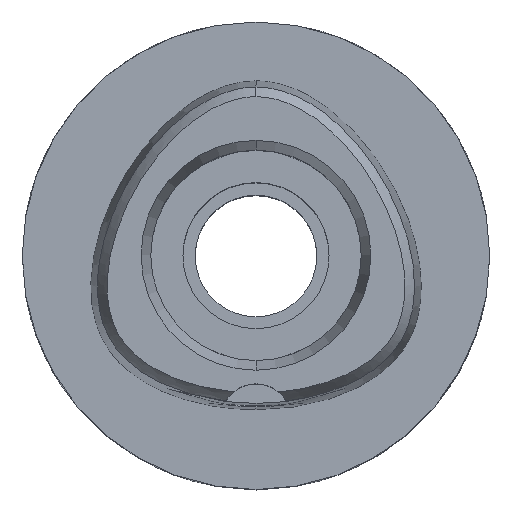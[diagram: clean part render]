
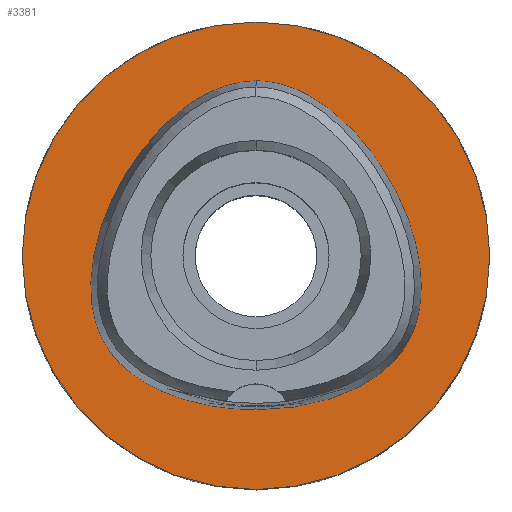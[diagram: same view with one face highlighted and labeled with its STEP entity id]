
A CAD part, top view. The second image highlights one B-rep face of the part: STEP entity #3381.
In plain terms, the highlighted planar face has unit normal (0, 0, 1).
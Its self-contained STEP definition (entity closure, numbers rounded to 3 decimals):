
#43 = EDGE_CURVE ( 'NONE', #1884, #2455, #2975, .T. ) ;
#50 = CARTESIAN_POINT ( 'NONE',  ( 4.043, -12.924, 0. ) ) ;
#66 = DIRECTION ( 'NONE',  ( 0., 0., -1. ) ) ;
#154 = CARTESIAN_POINT ( 'NONE',  ( 0., 14.963, 0. ) ) ;
#308 = DIRECTION ( 'NONE',  ( 0., 0., -1. ) ) ;
#362 = VERTEX_POINT ( 'NONE', #1311 ) ;
#387 = CARTESIAN_POINT ( 'NONE',  ( -11.503, 6.641, 0. ) ) ;
#410 = CARTESIAN_POINT ( 'NONE',  ( 11.503, 6.641, 0. ) ) ;
#455 = CARTESIAN_POINT ( 'NONE',  ( 9.171, 9.964, 0. ) ) ;
#476 = B_SPLINE_CURVE_WITH_KNOTS ( 'NONE', 3,
 ( #4414, #2203, #50, #808, #1127, #3023, #4081, #4483, #2616, #3668, #2253, #760, #2645, #1559, #1533, #410, #455, #1870, #3331, #4435, #4122, #1149 ),
 .UNSPECIFIED., .F., .F.,
 ( 4, 1, 1, 1, 1, 1, 1, 1, 1, 1, 1, 1, 1, 1, 1, 1, 1, 1, 1, 4 ),
 ( 0., 0.083, 0.167, 0.208, 0.25, 0.292, 0.312, 0.333, 0.354, 0.375, 0.417, 0.458, 0.5, 0.583, 0.667, 0.75, 0.833, 0.917, 0.958, 1. ),
 .UNSPECIFIED. ) ;
#631 = PLANE ( 'NONE',  #2942 ) ;
#694 = AXIS2_PLACEMENT_3D ( 'NONE', #2609, #308, #4692 ) ;
#695 = CARTESIAN_POINT ( 'NONE',  ( -12.525, -8.174, 0. ) ) ;
#760 = CARTESIAN_POINT ( 'NONE',  ( 14.056, -4.369, 0. ) ) ;
#801 = DIRECTION ( 'NONE',  ( 0., -1., 0. ) ) ;
#808 = CARTESIAN_POINT ( 'NONE',  ( 7.162, -12.032, 0. ) ) ;
#891 = ORIENTED_EDGE ( 'NONE', *, *, #2873, .F. ) ;
#988 = FACE_OUTER_BOUND ( 'NONE', #2277, .T. ) ;
#1053 = CARTESIAN_POINT ( 'NONE',  ( -7.162, -12.032, 0. ) ) ;
#1127 = CARTESIAN_POINT ( 'NONE',  ( 9.355, -10.965, 0. ) ) ;
#1149 = CARTESIAN_POINT ( 'NONE',  ( 0., 14.963, 0. ) ) ;
#1256 = DIRECTION ( 'NONE',  ( 0., 0., -1. ) ) ;
#1311 = CARTESIAN_POINT ( 'NONE',  ( 0., -13.163, 0. ) ) ;
#1370 = CARTESIAN_POINT ( 'NONE',  ( 0., -13.163, 0. ) ) ;
#1395 = CARTESIAN_POINT ( 'NONE',  ( -13.738, -5.737, 0. ) ) ;
#1418 = CARTESIAN_POINT ( 'NONE',  ( -14.001, -0.186, 0. ) ) ;
#1533 = CARTESIAN_POINT ( 'NONE',  ( 13.214, 2.96, 0. ) ) ;
#1538 = CIRCLE ( 'NONE', #694, 20. ) ;
#1559 = CARTESIAN_POINT ( 'NONE',  ( 14.001, -0.186, 0. ) ) ;
#1691 = ORIENTED_EDGE ( 'NONE', *, *, #43, .F. ) ;
#1805 = CARTESIAN_POINT ( 'NONE',  ( -14.056, -4.369, 0. ) ) ;
#1842 = CARTESIAN_POINT ( 'NONE',  ( 0., 0., 0. ) ) ;
#1870 = CARTESIAN_POINT ( 'NONE',  ( 6.373, 12.669, 0. ) ) ;
#1884 = VERTEX_POINT ( 'NONE', #3772 ) ;
#2110 = CARTESIAN_POINT ( 'NONE',  ( -4.043, -12.924, 0. ) ) ;
#2157 = CARTESIAN_POINT ( 'NONE',  ( -10.811, -9.988, 0. ) ) ;
#2203 = CARTESIAN_POINT ( 'NONE',  ( 1.348, -13.163, 0. ) ) ;
#2220 = VERTEX_POINT ( 'NONE', #154 ) ;
#2253 = CARTESIAN_POINT ( 'NONE',  ( 13.738, -5.737, 0. ) ) ;
#2277 = EDGE_LOOP ( 'NONE', ( #891, #1691 ) ) ;
#2455 = VERTEX_POINT ( 'NONE', #3760 ) ;
#2498 = CARTESIAN_POINT ( 'NONE',  ( -3.782, 14.194, 0. ) ) ;
#2513 = EDGE_CURVE ( 'NONE', #362, #2220, #476, .T. ) ;
#2547 = CARTESIAN_POINT ( 'NONE',  ( -9.171, 9.964, 0. ) ) ;
#2609 = CARTESIAN_POINT ( 'NONE',  ( 0., 0., 0. ) ) ;
#2616 = CARTESIAN_POINT ( 'NONE',  ( 12.971, -7.489, 0. ) ) ;
#2645 = CARTESIAN_POINT ( 'NONE',  ( 14.173, -2.619, 0. ) ) ;
#2718 = DIRECTION ( 'NONE',  ( 0., -1., 0. ) ) ;
#2856 = CARTESIAN_POINT ( 'NONE',  ( -13.341, -6.76, 0. ) ) ;
#2873 = EDGE_CURVE ( 'NONE', #2455, #1884, #1538, .T. ) ;
#2880 = CARTESIAN_POINT ( 'NONE',  ( -14.173, -2.619, 0. ) ) ;
#2926 = CARTESIAN_POINT ( 'NONE',  ( -13.214, 2.96, 0. ) ) ;
#2942 = AXIS2_PLACEMENT_3D ( 'NONE', #3441, #1256, #2718 ) ;
#2975 = CIRCLE ( 'NONE', #3978, 20. ) ;
#3023 = CARTESIAN_POINT ( 'NONE',  ( 10.811, -9.988, 0. ) ) ;
#3324 = ORIENTED_EDGE ( 'NONE', *, *, #2513, .F. ) ;
#3331 = CARTESIAN_POINT ( 'NONE',  ( 3.782, 14.194, 0. ) ) ;
#3381 = ADVANCED_FACE ( 'NONE', ( #988, #3921 ), #631, .F. ) ;
#3441 = CARTESIAN_POINT ( 'NONE',  ( 0., 0., 0. ) ) ;
#3668 = CARTESIAN_POINT ( 'NONE',  ( 13.341, -6.76, 0. ) ) ;
#3671 = CARTESIAN_POINT ( 'NONE',  ( -1.632, 14.847, 0. ) ) ;
#3760 = CARTESIAN_POINT ( 'NONE',  ( 0., 20., 0. ) ) ;
#3772 = CARTESIAN_POINT ( 'NONE',  ( 0., -20., 0. ) ) ;
#3921 = FACE_BOUND ( 'NONE', #4098, .T. ) ;
#3942 = CARTESIAN_POINT ( 'NONE',  ( -0.544, 14.963, 0. ) ) ;
#3959 = ORIENTED_EDGE ( 'NONE', *, *, #4336, .F. ) ;
#3978 = AXIS2_PLACEMENT_3D ( 'NONE', #1842, #66, #801 ) ;
#4081 = CARTESIAN_POINT ( 'NONE',  ( 11.837, -9.029, 0. ) ) ;
#4098 = EDGE_LOOP ( 'NONE', ( #3959, #3324 ) ) ;
#4122 = CARTESIAN_POINT ( 'NONE',  ( 0.544, 14.963, 0. ) ) ;
#4320 = CARTESIAN_POINT ( 'NONE',  ( -1.348, -13.163, 0. ) ) ;
#4336 = EDGE_CURVE ( 'NONE', #2220, #362, #4686, .T. ) ;
#4344 = CARTESIAN_POINT ( 'NONE',  ( -11.837, -9.029, 0. ) ) ;
#4394 = CARTESIAN_POINT ( 'NONE',  ( -9.355, -10.965, 0. ) ) ;
#4414 = CARTESIAN_POINT ( 'NONE',  ( 0., -13.163, 0. ) ) ;
#4435 = CARTESIAN_POINT ( 'NONE',  ( 1.632, 14.847, 0. ) ) ;
#4483 = CARTESIAN_POINT ( 'NONE',  ( 12.525, -8.174, 0. ) ) ;
#4650 = CARTESIAN_POINT ( 'NONE',  ( -12.971, -7.489, 0. ) ) ;
#4670 = CARTESIAN_POINT ( 'NONE',  ( 0., 14.963, 0. ) ) ;
#4686 = B_SPLINE_CURVE_WITH_KNOTS ( 'NONE', 3,
 ( #4670, #3942, #3671, #2498, #4721, #2547, #387, #2926, #1418, #2880, #1805, #1395, #2856, #4650, #695, #4344, #2157, #4394, #1053, #2110, #4320, #1370 ),
 .UNSPECIFIED., .F., .F.,
 ( 4, 1, 1, 1, 1, 1, 1, 1, 1, 1, 1, 1, 1, 1, 1, 1, 1, 1, 1, 4 ),
 ( 0., 0.042, 0.083, 0.167, 0.25, 0.333, 0.417, 0.5, 0.542, 0.583, 0.625, 0.646, 0.667, 0.688, 0.708, 0.75, 0.792, 0.833, 0.917, 1. ),
 .UNSPECIFIED. ) ;
#4692 = DIRECTION ( 'NONE',  ( 0., 1., 0. ) ) ;
#4721 = CARTESIAN_POINT ( 'NONE',  ( -6.373, 12.669, 0. ) ) ;
